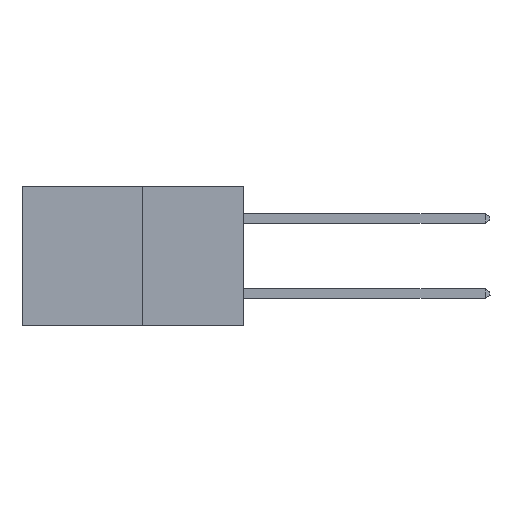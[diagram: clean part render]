
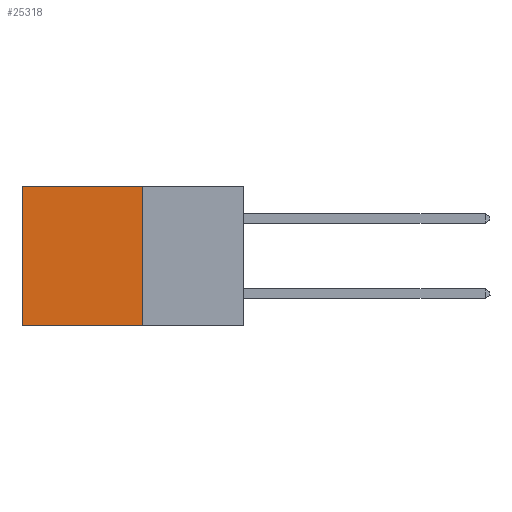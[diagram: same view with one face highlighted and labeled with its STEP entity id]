
A CAD part, left-side view. The second image highlights one B-rep face of the part: STEP entity #25318.
In plain terms, the highlighted planar face has unit normal (-1, 0, 0).
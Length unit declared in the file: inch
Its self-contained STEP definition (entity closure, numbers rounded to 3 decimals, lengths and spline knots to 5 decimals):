
#452 = ORIENTED_EDGE ( 'NONE', *, *, #2437, .F. ) ;
#465 = VECTOR ( 'NONE', #6210, 39.37008 ) ;
#525 = EDGE_CURVE ( 'NONE', #13843, #20724, #11963, .T. ) ;
#1094 = ORIENTED_EDGE ( 'NONE', *, *, #29558, .T. ) ;
#2183 = DIRECTION ( 'NONE',  ( 0., 0., -1. ) ) ;
#2326 = EDGE_LOOP ( 'NONE', ( #22419, #24109, #452, #1094 ) ) ;
#2437 = EDGE_CURVE ( 'NONE', #22976, #13843, #6811, .T. ) ;
#2776 = CARTESIAN_POINT ( 'NONE',  ( 0.277, 0.27, -0.37 ) ) ;
#4007 = VECTOR ( 'NONE', #34348, 39.37008 ) ;
#4282 = CARTESIAN_POINT ( 'NONE',  ( 0.277, 0.59, -0.37 ) ) ;
#4824 = LINE ( 'NONE', #12497, #32452 ) ;
#6210 = DIRECTION ( 'NONE',  ( 0., 0., -1. ) ) ;
#6811 = LINE ( 'NONE', #29154, #465 ) ;
#7604 = LINE ( 'NONE', #10870, #21058 ) ;
#10870 = CARTESIAN_POINT ( 'NONE',  ( 0.277, 0.59, -0.37 ) ) ;
#11963 = LINE ( 'NONE', #14736, #4007 ) ;
#12497 = CARTESIAN_POINT ( 'NONE',  ( 0.277, 0.27, 0. ) ) ;
#13567 = DIRECTION ( 'NONE',  ( 0., 0., -1. ) ) ;
#13588 = AXIS2_PLACEMENT_3D ( 'NONE', #23445, #18239, #2183 ) ;
#13843 = VERTEX_POINT ( 'NONE', #2776 ) ;
#14736 = CARTESIAN_POINT ( 'NONE',  ( 0.277, 0.27, -0.37 ) ) ;
#15189 = DIRECTION ( 'NONE',  ( 0., 1., 0. ) ) ;
#16209 = VERTEX_POINT ( 'NONE', #17774 ) ;
#17774 = CARTESIAN_POINT ( 'NONE',  ( 0.277, 0.59, 0. ) ) ;
#18239 = DIRECTION ( 'NONE',  ( 1., 0., 0. ) ) ;
#20724 = VERTEX_POINT ( 'NONE', #4282 ) ;
#21058 = VECTOR ( 'NONE', #13567, 39.37008 ) ;
#21810 = FACE_OUTER_BOUND ( 'NONE', #2326, .T. ) ;
#22419 = ORIENTED_EDGE ( 'NONE', *, *, #32177, .T. ) ;
#22976 = VERTEX_POINT ( 'NONE', #32740 ) ;
#23445 = CARTESIAN_POINT ( 'NONE',  ( 0.277, 0.27, -0.37 ) ) ;
#24109 = ORIENTED_EDGE ( 'NONE', *, *, #525, .F. ) ;
#25318 = ADVANCED_FACE ( 'NONE', ( #21810 ), #34199, .F. ) ;
#29154 = CARTESIAN_POINT ( 'NONE',  ( 0.277, 0.27, -0.37 ) ) ;
#29558 = EDGE_CURVE ( 'NONE', #22976, #16209, #4824, .T. ) ;
#32177 = EDGE_CURVE ( 'NONE', #16209, #20724, #7604, .T. ) ;
#32452 = VECTOR ( 'NONE', #15189, 39.37008 ) ;
#32740 = CARTESIAN_POINT ( 'NONE',  ( 0.277, 0.27, 0. ) ) ;
#34199 = PLANE ( 'NONE',  #13588 ) ;
#34348 = DIRECTION ( 'NONE',  ( 0., 1., 0. ) ) ;
